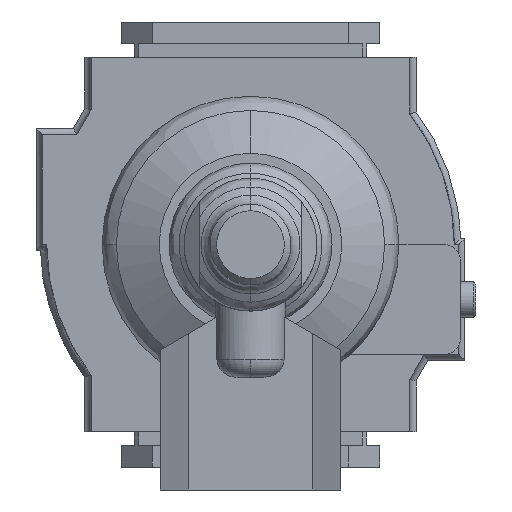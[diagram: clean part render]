
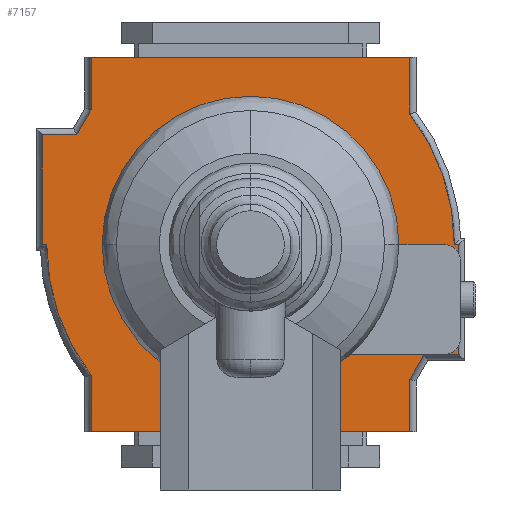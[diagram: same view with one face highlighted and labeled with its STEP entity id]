
A CAD part, front view. The second image highlights one B-rep face of the part: STEP entity #7157.
In plain terms, the highlighted face is planar.
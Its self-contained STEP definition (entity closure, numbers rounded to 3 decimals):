
#50 = ORIENTED_EDGE ( 'NONE', *, *, #6651, .F. ) ;
#70 = CARTESIAN_POINT ( 'NONE',  ( 18., 30.9, -14.731 ) ) ;
#179 = LINE ( 'NONE', #6362, #6925 ) ;
#466 = ORIENTED_EDGE ( 'NONE', *, *, #7303, .F. ) ;
#522 = VERTEX_POINT ( 'NONE', #10360 ) ;
#583 = DIRECTION ( 'NONE',  ( 0., 0., -1. ) ) ;
#635 = LINE ( 'NONE', #8473, #10566 ) ;
#707 = EDGE_CURVE ( 'NONE', #8001, #4872, #8723, .T. ) ;
#764 = VECTOR ( 'NONE', #984, 1000. ) ;
#773 = DIRECTION ( 'NONE',  ( 0., 0., 1. ) ) ;
#984 = DIRECTION ( 'NONE',  ( -1., 0., 0. ) ) ;
#989 = ORIENTED_EDGE ( 'NONE', *, *, #707, .F. ) ;
#1002 = CARTESIAN_POINT ( 'NONE',  ( -18., 30.9, -15.2 ) ) ;
#1089 = VERTEX_POINT ( 'NONE', #1670 ) ;
#1159 = LINE ( 'NONE', #2989, #7976 ) ;
#1237 = DIRECTION ( 'NONE',  ( -1., 0., 0. ) ) ;
#1360 = DIRECTION ( 'NONE',  ( 0., 0., 1. ) ) ;
#1498 = EDGE_CURVE ( 'NONE', #7453, #4632, #4023, .T. ) ;
#1509 = CARTESIAN_POINT ( 'NONE',  ( 18., 30.9, -21.125 ) ) ;
#1549 = DIRECTION ( 'NONE',  ( 1., 0., 0. ) ) ;
#1635 = EDGE_CURVE ( 'NONE', #3945, #522, #9700, .T. ) ;
#1662 = CARTESIAN_POINT ( 'NONE',  ( 23., 30.9, 0. ) ) ;
#1664 = EDGE_LOOP ( 'NONE', ( #8838, #9775, #7875, #6951, #10122, #6286, #5328, #50, #6196, #989, #10068, #3426, #5272, #2336, #6553, #466 ) ) ;
#1670 = CARTESIAN_POINT ( 'NONE',  ( -19.6, 30.9, -12.4 ) ) ;
#1708 = CARTESIAN_POINT ( 'NONE',  ( -18., 30.9, 14.731 ) ) ;
#1795 = DIRECTION ( 'NONE',  ( -1., 0., 0. ) ) ;
#1858 = LINE ( 'NONE', #6018, #6944 ) ;
#2240 = CARTESIAN_POINT ( 'NONE',  ( 23., 30.9, 0. ) ) ;
#2255 = EDGE_CURVE ( 'NONE', #6237, #9476, #7729, .T. ) ;
#2304 = VECTOR ( 'NONE', #9443, 1000. ) ;
#2336 = ORIENTED_EDGE ( 'NONE', *, *, #4598, .F. ) ;
#2562 = EDGE_CURVE ( 'NONE', #4872, #4383, #1858, .T. ) ;
#2784 = CARTESIAN_POINT ( 'NONE',  ( -23., 30.9, 0. ) ) ;
#2983 = DIRECTION ( 'NONE',  ( 1., 0., 0. ) ) ;
#2989 = CARTESIAN_POINT ( 'NONE',  ( 18., 30.9, -21.125 ) ) ;
#3056 = VECTOR ( 'NONE', #1549, 1000. ) ;
#3198 = LINE ( 'NONE', #4879, #2304 ) ;
#3403 = EDGE_CURVE ( 'NONE', #9390, #6237, #9135, .T. ) ;
#3426 = ORIENTED_EDGE ( 'NONE', *, *, #1635, .F. ) ;
#3798 = DIRECTION ( 'NONE',  ( -0.496, 0., 0.868 ) ) ;
#3825 = CARTESIAN_POINT ( 'NONE',  ( -23.5, 30.9, -12.4 ) ) ;
#3848 = EDGE_CURVE ( 'NONE', #10540, #1089, #10610, .T. ) ;
#3899 = EDGE_CURVE ( 'NONE', #1089, #9390, #3198, .T. ) ;
#3945 = VERTEX_POINT ( 'NONE', #9503 ) ;
#3951 = AXIS2_PLACEMENT_3D ( 'NONE', #10193, #10137, #2983 ) ;
#4023 = LINE ( 'NONE', #2240, #3056 ) ;
#4054 = AXIS2_PLACEMENT_3D ( 'NONE', #6491, #9184, #1237 ) ;
#4131 = CARTESIAN_POINT ( 'NONE',  ( -18., 30.9, -21.125 ) ) ;
#4211 = CARTESIAN_POINT ( 'NONE',  ( -23.5, 30.9, 0. ) ) ;
#4294 = VECTOR ( 'NONE', #1360, 1000. ) ;
#4377 = DIRECTION ( 'NONE',  ( 0., 0., -1. ) ) ;
#4383 = VERTEX_POINT ( 'NONE', #4211 ) ;
#4443 = VECTOR ( 'NONE', #4448, 1000. ) ;
#4447 = CARTESIAN_POINT ( 'NONE',  ( 23.5, 30.9, 0. ) ) ;
#4448 = DIRECTION ( 'NONE',  ( -1., 0., 0. ) ) ;
#4598 = EDGE_CURVE ( 'NONE', #9927, #5839, #179, .T. ) ;
#4632 = VERTEX_POINT ( 'NONE', #4447 ) ;
#4658 = CARTESIAN_POINT ( 'NONE',  ( 19.6, 30.9, 12.4 ) ) ;
#4804 = DIRECTION ( 'NONE',  ( 0., 0., -1. ) ) ;
#4821 = EDGE_CURVE ( 'NONE', #5839, #3945, #6021, .T. ) ;
#4859 = VECTOR ( 'NONE', #7667, 1000. ) ;
#4872 = VERTEX_POINT ( 'NONE', #2784 ) ;
#4879 = CARTESIAN_POINT ( 'NONE',  ( -19.6, 30.9, -12.4 ) ) ;
#4929 = CARTESIAN_POINT ( 'NONE',  ( 0., 30.9, 0. ) ) ;
#5115 = CARTESIAN_POINT ( 'NONE',  ( -18., 30.9, -21.125 ) ) ;
#5200 = LINE ( 'NONE', #8939, #4443 ) ;
#5214 = EDGE_CURVE ( 'NONE', #9476, #9373, #1159, .T. ) ;
#5272 = ORIENTED_EDGE ( 'NONE', *, *, #4821, .F. ) ;
#5308 = AXIS2_PLACEMENT_3D ( 'NONE', #4929, #11176, #5573 ) ;
#5328 = ORIENTED_EDGE ( 'NONE', *, *, #3848, .F. ) ;
#5477 = DIRECTION ( 'NONE',  ( 0., 0., 1. ) ) ;
#5573 = DIRECTION ( 'NONE',  ( 0., 0., 1. ) ) ;
#5839 = VERTEX_POINT ( 'NONE', #10621 ) ;
#6018 = CARTESIAN_POINT ( 'NONE',  ( -23., 30.9, 0. ) ) ;
#6021 = LINE ( 'NONE', #9605, #7387 ) ;
#6196 = ORIENTED_EDGE ( 'NONE', *, *, #2562, .F. ) ;
#6237 = VERTEX_POINT ( 'NONE', #5115 ) ;
#6286 = ORIENTED_EDGE ( 'NONE', *, *, #3899, .F. ) ;
#6314 = EDGE_CURVE ( 'NONE', #522, #8001, #635, .T. ) ;
#6362 = CARTESIAN_POINT ( 'NONE',  ( 19.6, 30.9, 12.4 ) ) ;
#6394 = VERTEX_POINT ( 'NONE', #8880 ) ;
#6491 = CARTESIAN_POINT ( 'NONE',  ( 1.2, 30.9, 0. ) ) ;
#6553 = ORIENTED_EDGE ( 'NONE', *, *, #10272, .F. ) ;
#6651 = EDGE_CURVE ( 'NONE', #4383, #10540, #9401, .T. ) ;
#6925 = VECTOR ( 'NONE', #3798, 1000. ) ;
#6944 = VECTOR ( 'NONE', #1795, 1000. ) ;
#6951 = ORIENTED_EDGE ( 'NONE', *, *, #2255, .F. ) ;
#6987 = CARTESIAN_POINT ( 'NONE',  ( 18., 30.9, 21.125 ) ) ;
#7157 = ADVANCED_FACE ( 'NONE', ( #9905 ), #10892, .T. ) ;
#7303 = EDGE_CURVE ( 'NONE', #4632, #6394, #8312, .T. ) ;
#7387 = VECTOR ( 'NONE', #773, 1000. ) ;
#7453 = VERTEX_POINT ( 'NONE', #1662 ) ;
#7667 = DIRECTION ( 'NONE',  ( 1., 0., 0. ) ) ;
#7729 = LINE ( 'NONE', #4131, #4859 ) ;
#7875 = ORIENTED_EDGE ( 'NONE', *, *, #5214, .F. ) ;
#7976 = VECTOR ( 'NONE', #5477, 1000. ) ;
#8001 = VERTEX_POINT ( 'NONE', #1708 ) ;
#8250 = CARTESIAN_POINT ( 'NONE',  ( -18., 30.9, -15.2 ) ) ;
#8312 = LINE ( 'NONE', #10178, #4294 ) ;
#8473 = CARTESIAN_POINT ( 'NONE',  ( -18., 30.9, 21.125 ) ) ;
#8723 = CIRCLE ( 'NONE', #4054, 24.2 ) ;
#8825 = DIRECTION ( 'NONE',  ( 1., 0., 0. ) ) ;
#8838 = ORIENTED_EDGE ( 'NONE', *, *, #1498, .F. ) ;
#8880 = CARTESIAN_POINT ( 'NONE',  ( 23.5, 30.9, 12.4 ) ) ;
#8939 = CARTESIAN_POINT ( 'NONE',  ( 23.5, 30.9, 12.4 ) ) ;
#8989 = EDGE_CURVE ( 'NONE', #9373, #7453, #11034, .T. ) ;
#9135 = LINE ( 'NONE', #8250, #10900 ) ;
#9184 = DIRECTION ( 'NONE',  ( 0., -1., 0. ) ) ;
#9373 = VERTEX_POINT ( 'NONE', #70 ) ;
#9390 = VERTEX_POINT ( 'NONE', #1002 ) ;
#9401 = LINE ( 'NONE', #9459, #9440 ) ;
#9440 = VECTOR ( 'NONE', #4377, 1000. ) ;
#9443 = DIRECTION ( 'NONE',  ( 0.496, 0., -0.868 ) ) ;
#9459 = CARTESIAN_POINT ( 'NONE',  ( -23.5, 30.9, 0. ) ) ;
#9476 = VERTEX_POINT ( 'NONE', #1509 ) ;
#9503 = CARTESIAN_POINT ( 'NONE',  ( 18., 30.9, 21.125 ) ) ;
#9605 = CARTESIAN_POINT ( 'NONE',  ( 18., 30.9, 15.2 ) ) ;
#9700 = LINE ( 'NONE', #6987, #764 ) ;
#9775 = ORIENTED_EDGE ( 'NONE', *, *, #8989, .F. ) ;
#9905 = FACE_OUTER_BOUND ( 'NONE', #1664, .T. ) ;
#9927 = VERTEX_POINT ( 'NONE', #4658 ) ;
#10068 = ORIENTED_EDGE ( 'NONE', *, *, #6314, .F. ) ;
#10122 = ORIENTED_EDGE ( 'NONE', *, *, #3403, .F. ) ;
#10137 = DIRECTION ( 'NONE',  ( 0., -1., 0. ) ) ;
#10178 = CARTESIAN_POINT ( 'NONE',  ( 23.5, 30.9, 0. ) ) ;
#10193 = CARTESIAN_POINT ( 'NONE',  ( -1.2, 30.9, 0. ) ) ;
#10272 = EDGE_CURVE ( 'NONE', #6394, #9927, #5200, .T. ) ;
#10344 = VECTOR ( 'NONE', #8825, 1000. ) ;
#10360 = CARTESIAN_POINT ( 'NONE',  ( -18., 30.9, 21.125 ) ) ;
#10540 = VERTEX_POINT ( 'NONE', #3825 ) ;
#10551 = CARTESIAN_POINT ( 'NONE',  ( -23.5, 30.9, -12.4 ) ) ;
#10566 = VECTOR ( 'NONE', #583, 1000. ) ;
#10610 = LINE ( 'NONE', #10551, #10344 ) ;
#10621 = CARTESIAN_POINT ( 'NONE',  ( 18., 30.9, 15.2 ) ) ;
#10892 = PLANE ( 'NONE',  #5308 ) ;
#10900 = VECTOR ( 'NONE', #4804, 1000. ) ;
#11034 = CIRCLE ( 'NONE', #3951, 24.2 ) ;
#11176 = DIRECTION ( 'NONE',  ( 0., 1., 0. ) ) ;
